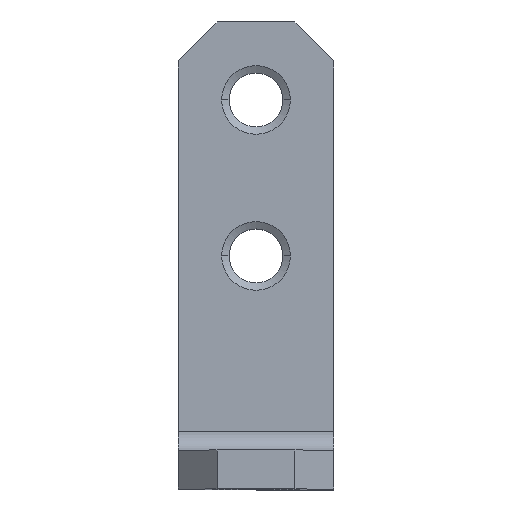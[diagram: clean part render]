
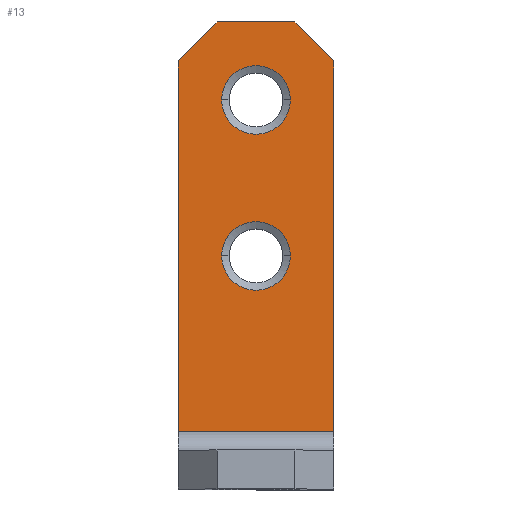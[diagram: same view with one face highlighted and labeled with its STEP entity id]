
A CAD part, top view. The second image highlights one B-rep face of the part: STEP entity #13.
In plain terms, the highlighted planar face has unit normal (0, 0, 1).
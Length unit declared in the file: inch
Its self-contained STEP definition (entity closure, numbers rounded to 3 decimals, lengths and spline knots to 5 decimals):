
#13 = ADVANCED_FACE ( 'NONE', ( #572, #613, #745 ), #162, .F. ) ;
#45 = CARTESIAN_POINT ( 'NONE',  ( 0., 0.1875, 0.3 ) ) ;
#83 = CARTESIAN_POINT ( 'NONE',  ( 0.14, 1.25, 0.3 ) ) ;
#103 = DIRECTION ( 'NONE',  ( 0., 0., 1. ) ) ;
#118 = CARTESIAN_POINT ( 'NONE',  ( 0.125, 1.5, 0.3 ) ) ;
#124 = DIRECTION ( 'NONE',  ( 0., 0., -1. ) ) ;
#144 = DIRECTION ( 'NONE',  ( -0.707, -0.707, 0. ) ) ;
#149 = CARTESIAN_POINT ( 'NONE',  ( 0.36, 0.75, 0.3 ) ) ;
#162 = PLANE ( 'NONE',  #880 ) ;
#167 = CARTESIAN_POINT ( 'NONE',  ( 0., 1.375, 0.3 ) ) ;
#174 = CARTESIAN_POINT ( 'NONE',  ( 0.25, 0.75, 0.3 ) ) ;
#190 = CARTESIAN_POINT ( 'NONE',  ( 0.36, 1.25, 0.3 ) ) ;
#193 = DIRECTION ( 'NONE',  ( 1., 0., 0. ) ) ;
#197 = CARTESIAN_POINT ( 'NONE',  ( 0.375, 1.5, 0.3 ) ) ;
#200 = DIRECTION ( 'NONE',  ( 0., 1., 0. ) ) ;
#202 = DIRECTION ( 'NONE',  ( 1., 0., 0. ) ) ;
#236 = CARTESIAN_POINT ( 'NONE',  ( 0.5, 1.5, 0.3 ) ) ;
#238 = CARTESIAN_POINT ( 'NONE',  ( 0.5, 0.1875, 0.3 ) ) ;
#244 = CARTESIAN_POINT ( 'NONE',  ( 0.125, 1.5, 0.3 ) ) ;
#248 = CARTESIAN_POINT ( 'NONE',  ( 0.14, 0.75, 0.3 ) ) ;
#265 = CARTESIAN_POINT ( 'NONE',  ( 0.25, 1.25, 0.3 ) ) ;
#269 = DIRECTION ( 'NONE',  ( -0.707, 0.707, 0. ) ) ;
#272 = DIRECTION ( 'NONE',  ( 0., 0., 1. ) ) ;
#275 = DIRECTION ( 'NONE',  ( 1., 0., 0. ) ) ;
#284 = CARTESIAN_POINT ( 'NONE',  ( 0.5, 1.375, 0.3 ) ) ;
#285 = CARTESIAN_POINT ( 'NONE',  ( 0.5, 1.375, 0.3 ) ) ;
#292 = DIRECTION ( 'NONE',  ( 0., 0., 1. ) ) ;
#293 = CARTESIAN_POINT ( 'NONE',  ( 0.25, 0.75, 0.3 ) ) ;
#306 = VECTOR ( 'NONE', #1050, 39.37008 ) ;
#325 = CIRCLE ( 'NONE', #895, 0.11 ) ;
#329 = VECTOR ( 'NONE', #1008, 39.37008 ) ;
#340 = LINE ( 'NONE', #1056, #378 ) ;
#363 = LINE ( 'NONE', #994, #395 ) ;
#366 = VECTOR ( 'NONE', #144, 39.37008 ) ;
#371 = LINE ( 'NONE', #118, #366 ) ;
#378 = VECTOR ( 'NONE', #1043, 39.37008 ) ;
#391 = LINE ( 'NONE', #1097, #306 ) ;
#395 = VECTOR ( 'NONE', #1101, 39.37008 ) ;
#427 = CIRCLE ( 'NONE', #920, 0.11 ) ;
#446 = LINE ( 'NONE', #1099, #329 ) ;
#474 = LINE ( 'NONE', #284, #727 ) ;
#483 = VERTEX_POINT ( 'NONE', #167 ) ;
#493 = VERTEX_POINT ( 'NONE', #244 ) ;
#515 = EDGE_LOOP ( 'NONE', ( #540, #682 ) ) ;
#533 = VERTEX_POINT ( 'NONE', #248 ) ;
#534 = VERTEX_POINT ( 'NONE', #238 ) ;
#540 = ORIENTED_EDGE ( 'NONE', *, *, #826, .F. ) ;
#546 = VERTEX_POINT ( 'NONE', #149 ) ;
#550 = ORIENTED_EDGE ( 'NONE', *, *, #874, .T. ) ;
#555 = CIRCLE ( 'NONE', #960, 0.11 ) ;
#572 = FACE_BOUND ( 'NONE', #748, .T. ) ;
#613 = FACE_BOUND ( 'NONE', #515, .T. ) ;
#615 = VERTEX_POINT ( 'NONE', #83 ) ;
#626 = VERTEX_POINT ( 'NONE', #45 ) ;
#648 = VERTEX_POINT ( 'NONE', #190 ) ;
#650 = ORIENTED_EDGE ( 'NONE', *, *, #967, .T. ) ;
#655 = ORIENTED_EDGE ( 'NONE', *, *, #956, .T. ) ;
#682 = ORIENTED_EDGE ( 'NONE', *, *, #843, .F. ) ;
#722 = ORIENTED_EDGE ( 'NONE', *, *, #948, .T. ) ;
#727 = VECTOR ( 'NONE', #269, 39.37008 ) ;
#734 = ORIENTED_EDGE ( 'NONE', *, *, #851, .T. ) ;
#735 = VERTEX_POINT ( 'NONE', #197 ) ;
#739 = ORIENTED_EDGE ( 'NONE', *, *, #886, .F. ) ;
#745 = FACE_OUTER_BOUND ( 'NONE', #816, .T. ) ;
#748 = EDGE_LOOP ( 'NONE', ( #818, #739 ) ) ;
#753 = ORIENTED_EDGE ( 'NONE', *, *, #972, .F. ) ;
#812 = VERTEX_POINT ( 'NONE', #285 ) ;
#816 = EDGE_LOOP ( 'NONE', ( #655, #550, #722, #650, #753, #734 ) ) ;
#818 = ORIENTED_EDGE ( 'NONE', *, *, #934, .F. ) ;
#821 = CIRCLE ( 'NONE', #983, 0.11 ) ;
#826 = EDGE_CURVE ( 'NONE', #546, #533, #555, .T. ) ;
#843 = EDGE_CURVE ( 'NONE', #533, #546, #821, .T. ) ;
#851 = EDGE_CURVE ( 'NONE', #812, #735, #474, .T. ) ;
#874 = EDGE_CURVE ( 'NONE', #493, #483, #371, .T. ) ;
#880 = AXIS2_PLACEMENT_3D ( 'NONE', #236, #124, #200 ) ;
#886 = EDGE_CURVE ( 'NONE', #615, #648, #325, .T. ) ;
#895 = AXIS2_PLACEMENT_3D ( 'NONE', #265, #272, #202 ) ;
#920 = AXIS2_PLACEMENT_3D ( 'NONE', #1038, #1059, #1079 ) ;
#934 = EDGE_CURVE ( 'NONE', #648, #615, #427, .T. ) ;
#948 = EDGE_CURVE ( 'NONE', #483, #626, #446, .T. ) ;
#956 = EDGE_CURVE ( 'NONE', #735, #493, #391, .T. ) ;
#960 = AXIS2_PLACEMENT_3D ( 'NONE', #174, #103, #275 ) ;
#967 = EDGE_CURVE ( 'NONE', #626, #534, #363, .T. ) ;
#972 = EDGE_CURVE ( 'NONE', #812, #534, #340, .T. ) ;
#983 = AXIS2_PLACEMENT_3D ( 'NONE', #293, #292, #193 ) ;
#994 = CARTESIAN_POINT ( 'NONE',  ( 0.5, 0.1875, 0.3 ) ) ;
#1008 = DIRECTION ( 'NONE',  ( 0., -1., 0. ) ) ;
#1038 = CARTESIAN_POINT ( 'NONE',  ( 0.25, 1.25, 0.3 ) ) ;
#1043 = DIRECTION ( 'NONE',  ( 0., -1., 0. ) ) ;
#1050 = DIRECTION ( 'NONE',  ( -1., 0., 0. ) ) ;
#1056 = CARTESIAN_POINT ( 'NONE',  ( 0.5, 1.5, 0.3 ) ) ;
#1059 = DIRECTION ( 'NONE',  ( 0., 0., 1. ) ) ;
#1079 = DIRECTION ( 'NONE',  ( 1., 0., 0. ) ) ;
#1097 = CARTESIAN_POINT ( 'NONE',  ( 0.5, 1.5, 0.3 ) ) ;
#1099 = CARTESIAN_POINT ( 'NONE',  ( 0., 1.5, 0.3 ) ) ;
#1101 = DIRECTION ( 'NONE',  ( 1., 0., 0. ) ) ;
